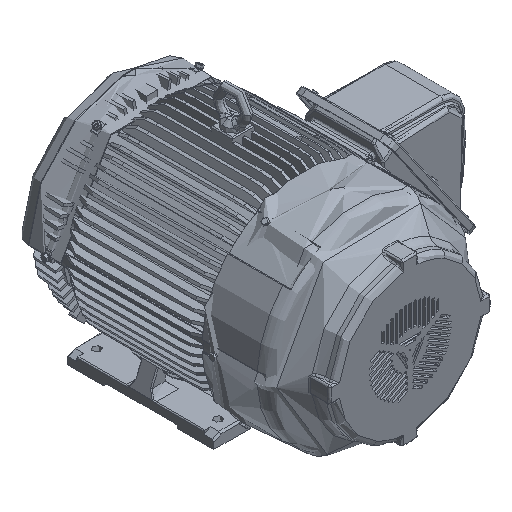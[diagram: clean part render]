
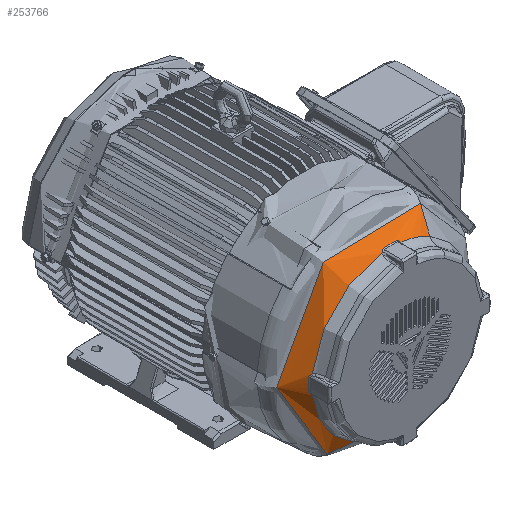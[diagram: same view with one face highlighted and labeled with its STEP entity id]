
A CAD part, isometric view. The second image highlights one B-rep face of the part: STEP entity #253766.
In plain terms, the highlighted conical face has half-angle 44.831 degrees and reference radius 241.632 mm.
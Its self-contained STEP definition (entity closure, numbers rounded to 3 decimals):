
#250820=CARTESIAN_POINT('Vertex',(141.299,-427.392,258.645)) ;
#250827=CARTESIAN_POINT('Vertex',(-141.299,-427.392,-258.645)) ;
#250830=CARTESIAN_POINT('Axis2P3D Location',(0.,-427.392,0.)) ;
#253636=CARTESIAN_POINT('Axis2P3D Location',(0.,-480.799,0.)) ;
#253641=CARTESIAN_POINT('Axis2P3D Location',(0.,-480.799,0.)) ;
#253645=CARTESIAN_POINT('Vertex',(-239.932,-480.799,28.614)) ;
#253647=CARTESIAN_POINT('Vertex',(-28.614,-480.799,239.932)) ;
#253651=CARTESIAN_POINT('Control Point',(-20.538,-475.949,245.597)) ;
#253652=CARTESIAN_POINT('Control Point',(-21.069,-475.949,245.552)) ;
#253653=CARTESIAN_POINT('Control Point',(-21.596,-475.984,245.472)) ;
#253654=CARTESIAN_POINT('Control Point',(-22.109,-476.054,245.356)) ;
#253655=CARTESIAN_POINT('Control Point',(-23.503,-476.341,244.941)) ;
#253656=CARTESIAN_POINT('Control Point',(-24.682,-476.829,244.337)) ;
#253657=CARTESIAN_POINT('Control Point',(-25.349,-477.201,243.896)) ;
#253658=CARTESIAN_POINT('Control Point',(-26.621,-478.081,242.881)) ;
#253659=CARTESIAN_POINT('Control Point',(-27.549,-479.077,241.78)) ;
#253660=CARTESIAN_POINT('Control Point',(-27.971,-479.637,241.171)) ;
#253661=CARTESIAN_POINT('Control Point',(-28.324,-480.213,240.553)) ;
#253662=CARTESIAN_POINT('Control Point',(-28.614,-480.799,239.932)) ;
#253663=CARTESIAN_POINT('Vertex',(-20.538,-475.949,245.597)) ;
#253666=CARTESIAN_POINT('Axis2P3D Location',(0.,-475.949,0.)) ;
#253670=CARTESIAN_POINT('Vertex',(20.538,-475.949,245.597)) ;
#253674=CARTESIAN_POINT('Control Point',(28.614,-480.799,239.932)) ;
#253675=CARTESIAN_POINT('Control Point',(28.337,-480.239,240.525)) ;
#253676=CARTESIAN_POINT('Control Point',(28.003,-479.689,241.115)) ;
#253677=CARTESIAN_POINT('Control Point',(27.606,-479.153,241.698)) ;
#253678=CARTESIAN_POINT('Control Point',(26.839,-478.307,242.631)) ;
#253679=CARTESIAN_POINT('Control Point',(25.832,-477.54,243.506)) ;
#253680=CARTESIAN_POINT('Control Point',(25.405,-477.259,243.832)) ;
#253681=CARTESIAN_POINT('Control Point',(24.354,-476.675,244.524)) ;
#253682=CARTESIAN_POINT('Control Point',(23.062,-476.231,245.092)) ;
#253683=CARTESIAN_POINT('Control Point',(22.265,-476.043,245.355)) ;
#253684=CARTESIAN_POINT('Control Point',(21.406,-475.949,245.524)) ;
#253685=CARTESIAN_POINT('Control Point',(20.538,-475.949,245.597)) ;
#253686=CARTESIAN_POINT('Vertex',(28.614,-480.799,239.932)) ;
#253689=CARTESIAN_POINT('Axis2P3D Location',(0.,-480.799,0.)) ;
#253693=CARTESIAN_POINT('Vertex',(115.845,-480.799,212.052)) ;
#253696=CARTESIAN_POINT('Line Origine',(169059.704,353992.448,309461.713)) ;
#253701=CARTESIAN_POINT('Line Origine',(-169059.704,353992.448,-309461.713)) ;
#253705=CARTESIAN_POINT('Vertex',(-115.845,-480.799,-212.052)) ;
#253708=CARTESIAN_POINT('Axis2P3D Location',(0.,-480.799,0.)) ;
#253712=CARTESIAN_POINT('Vertex',(-239.932,-480.799,-28.614)) ;
#253716=CARTESIAN_POINT('Control Point',(-245.597,-475.949,-20.538)) ;
#253717=CARTESIAN_POINT('Control Point',(-245.552,-475.949,-21.069)) ;
#253718=CARTESIAN_POINT('Control Point',(-245.472,-475.984,-21.596)) ;
#253719=CARTESIAN_POINT('Control Point',(-245.356,-476.054,-22.109)) ;
#253720=CARTESIAN_POINT('Control Point',(-244.941,-476.341,-23.503)) ;
#253721=CARTESIAN_POINT('Control Point',(-244.337,-476.829,-24.682)) ;
#253722=CARTESIAN_POINT('Control Point',(-243.896,-477.201,-25.349)) ;
#253723=CARTESIAN_POINT('Control Point',(-242.881,-478.081,-26.621)) ;
#253724=CARTESIAN_POINT('Control Point',(-241.78,-479.077,-27.549)) ;
#253725=CARTESIAN_POINT('Control Point',(-241.171,-479.637,-27.971)) ;
#253726=CARTESIAN_POINT('Control Point',(-240.553,-480.213,-28.324)) ;
#253727=CARTESIAN_POINT('Control Point',(-239.932,-480.799,-28.614)) ;
#253728=CARTESIAN_POINT('Vertex',(-245.597,-475.949,-20.538)) ;
#253731=CARTESIAN_POINT('Axis2P3D Location',(0.,-475.949,0.)) ;
#253735=CARTESIAN_POINT('Vertex',(-245.597,-475.949,20.538)) ;
#253739=CARTESIAN_POINT('Control Point',(-239.932,-480.799,28.614)) ;
#253740=CARTESIAN_POINT('Control Point',(-240.525,-480.239,28.337)) ;
#253741=CARTESIAN_POINT('Control Point',(-241.115,-479.689,28.003)) ;
#253742=CARTESIAN_POINT('Control Point',(-241.698,-479.153,27.606)) ;
#253743=CARTESIAN_POINT('Control Point',(-242.631,-478.307,26.839)) ;
#253744=CARTESIAN_POINT('Control Point',(-243.506,-477.54,25.832)) ;
#253745=CARTESIAN_POINT('Control Point',(-243.832,-477.259,25.405)) ;
#253746=CARTESIAN_POINT('Control Point',(-244.524,-476.675,24.354)) ;
#253747=CARTESIAN_POINT('Control Point',(-245.092,-476.231,23.062)) ;
#253748=CARTESIAN_POINT('Control Point',(-245.355,-476.043,22.265)) ;
#253749=CARTESIAN_POINT('Control Point',(-245.524,-475.949,21.406)) ;
#253750=CARTESIAN_POINT('Control Point',(-245.597,-475.949,20.538)) ;
#250831=DIRECTION('Axis2P3D Direction',(-0.,1.,0.)) ;
#253637=DIRECTION('Axis2P3D Direction',(0.,1.,0.)) ;
#253638=DIRECTION('Axis2P3D XDirection',(-0.479,0.,-0.878)) ;
#253642=DIRECTION('Axis2P3D Direction',(-0.,1.,0.)) ;
#253667=DIRECTION('Axis2P3D Direction',(-0.,1.,0.)) ;
#253690=DIRECTION('Axis2P3D Direction',(-0.,1.,0.)) ;
#253697=DIRECTION('Vector Direction',(0.338,0.709,0.619)) ;
#253702=DIRECTION('Vector Direction',(-0.338,0.709,-0.619)) ;
#253709=DIRECTION('Axis2P3D Direction',(-0.,1.,0.)) ;
#253732=DIRECTION('Axis2P3D Direction',(-0.,1.,0.)) ;
#250832=AXIS2_PLACEMENT_3D('Circle Axis2P3D',#250830,#250831,$) ;
#253639=AXIS2_PLACEMENT_3D('Cone Axis2P3D',#253636,#253637,#253638) ;
#253643=AXIS2_PLACEMENT_3D('Circle Axis2P3D',#253641,#253642,$) ;
#253668=AXIS2_PLACEMENT_3D('Circle Axis2P3D',#253666,#253667,$) ;
#253691=AXIS2_PLACEMENT_3D('Circle Axis2P3D',#253689,#253690,$) ;
#253710=AXIS2_PLACEMENT_3D('Circle Axis2P3D',#253708,#253709,$) ;
#253733=AXIS2_PLACEMENT_3D('Circle Axis2P3D',#253731,#253732,$) ;
#253753=ORIENTED_EDGE('',*,*,#253649,.T.) ;
#253754=ORIENTED_EDGE('',*,*,#253665,.T.) ;
#253755=ORIENTED_EDGE('',*,*,#253672,.T.) ;
#253756=ORIENTED_EDGE('',*,*,#253688,.T.) ;
#253757=ORIENTED_EDGE('',*,*,#253695,.T.) ;
#253758=ORIENTED_EDGE('',*,*,#253700,.F.) ;
#253759=ORIENTED_EDGE('',*,*,#250834,.F.) ;
#253760=ORIENTED_EDGE('',*,*,#253707,.T.) ;
#253761=ORIENTED_EDGE('',*,*,#253714,.T.) ;
#253762=ORIENTED_EDGE('',*,*,#253730,.T.) ;
#253763=ORIENTED_EDGE('',*,*,#253737,.T.) ;
#253764=ORIENTED_EDGE('',*,*,#253751,.T.) ;
#253698=VECTOR('Line Direction',#253697,1.) ;
#253703=VECTOR('Line Direction',#253702,1.) ;
#253766=ADVANCED_FACE('Brep With Voids.1',(#253765),#253640,.T.) ;
#253650=B_SPLINE_CURVE_WITH_KNOTS('',5,(#253651,#253652,#253653,#253654,#253655,#253656,#253657,#253658,#253659,#253660,#253661,#253662),.UNSPECIFIED.,.F.,.U.,(6,3,3,6),(0.,2.825,8.071,14.344),.UNSPECIFIED.) ;
#253673=B_SPLINE_CURVE_WITH_KNOTS('',5,(#253674,#253675,#253676,#253677,#253678,#253679,#253680,#253681,#253682,#253683,#253684,#253685),.UNSPECIFIED.,.F.,.U.,(6,3,3,6),(0.,5.989,9.734,14.352),.UNSPECIFIED.) ;
#253715=B_SPLINE_CURVE_WITH_KNOTS('',5,(#253716,#253717,#253718,#253719,#253720,#253721,#253722,#253723,#253724,#253725,#253726,#253727),.UNSPECIFIED.,.F.,.U.,(6,3,3,6),(0.,2.825,8.071,14.344),.UNSPECIFIED.) ;
#253738=B_SPLINE_CURVE_WITH_KNOTS('',5,(#253739,#253740,#253741,#253742,#253743,#253744,#253745,#253746,#253747,#253748,#253749,#253750),.UNSPECIFIED.,.F.,.U.,(6,3,3,6),(0.,5.989,9.734,14.352),.UNSPECIFIED.) ;
#250833=CIRCLE('generated circle',#250832,294.725) ;
#253644=CIRCLE('generated circle',#253643,241.632) ;
#253669=CIRCLE('generated circle',#253668,246.454) ;
#253692=CIRCLE('generated circle',#253691,241.632) ;
#253711=CIRCLE('generated circle',#253710,241.632) ;
#253734=CIRCLE('generated circle',#253733,246.454) ;
#253640=CONICAL_SURFACE('Cone',#253639,241.632,0.782) ;
#250834=EDGE_CURVE('',#250828,#250821,#250833,.T.) ;
#253649=EDGE_CURVE('',#253646,#253648,#253644,.T.) ;
#253665=EDGE_CURVE('',#253648,#253664,#253650,.F.) ;
#253672=EDGE_CURVE('',#253664,#253671,#253669,.T.) ;
#253688=EDGE_CURVE('',#253671,#253687,#253673,.F.) ;
#253695=EDGE_CURVE('',#253687,#253694,#253692,.T.) ;
#253700=EDGE_CURVE('',#250821,#253694,#253699,.F.) ;
#253707=EDGE_CURVE('',#250828,#253706,#253704,.F.) ;
#253714=EDGE_CURVE('',#253706,#253713,#253711,.T.) ;
#253730=EDGE_CURVE('',#253713,#253729,#253715,.F.) ;
#253737=EDGE_CURVE('',#253729,#253736,#253734,.T.) ;
#253751=EDGE_CURVE('',#253736,#253646,#253738,.F.) ;
#253752=EDGE_LOOP('',(#253753,#253754,#253755,#253756,#253757,#253758,#253759,#253760,#253761,#253762,#253763,#253764)) ;
#253765=FACE_OUTER_BOUND('',#253752,.T.) ;
#253699=LINE('Line',#253696,#253698) ;
#253704=LINE('Line',#253701,#253703) ;
#250821=VERTEX_POINT('',#250820) ;
#250828=VERTEX_POINT('',#250827) ;
#253646=VERTEX_POINT('',#253645) ;
#253648=VERTEX_POINT('',#253647) ;
#253664=VERTEX_POINT('',#253663) ;
#253671=VERTEX_POINT('',#253670) ;
#253687=VERTEX_POINT('',#253686) ;
#253694=VERTEX_POINT('',#253693) ;
#253706=VERTEX_POINT('',#253705) ;
#253713=VERTEX_POINT('',#253712) ;
#253729=VERTEX_POINT('',#253728) ;
#253736=VERTEX_POINT('',#253735) ;
